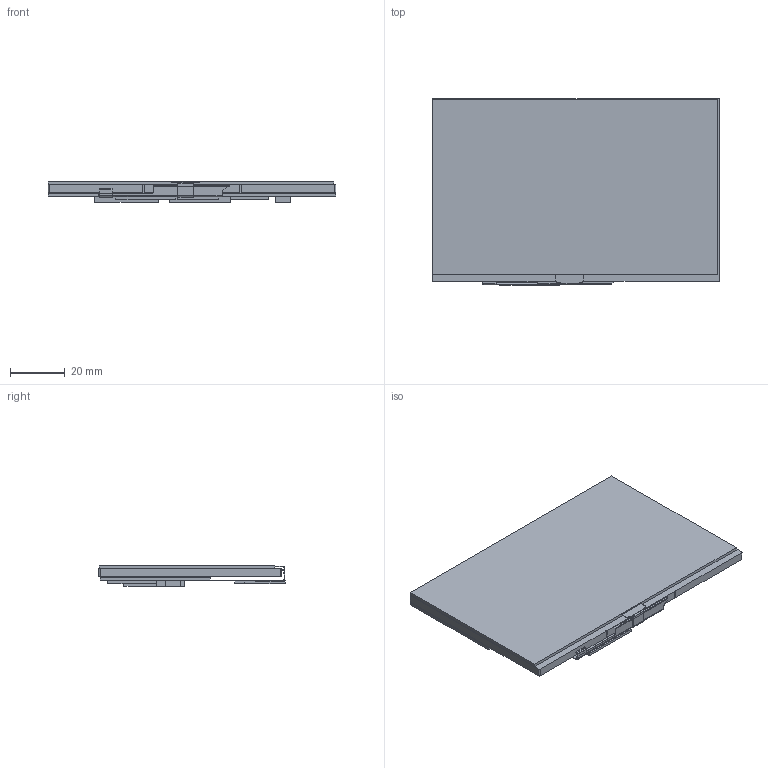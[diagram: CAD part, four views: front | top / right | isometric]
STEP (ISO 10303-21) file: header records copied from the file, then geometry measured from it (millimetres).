
FILE_DESCRIPTION(/* description */ (''),/* implementation_level */ '2;1');
FILE_NAME(/* name */ 'RVT4.3B480272CNWR00.stp',/* time_stamp */ '2019-03-17T13:20:42+01:00',/* author */ ('Adam'),/* organization */ (''),/* preprocessor_version */ 'ST-DEVELOPER v16.13',/* originating_system */ 'Autodesk Inventor 2018',/* authorisation */ '');
FILE_SCHEMA (('AUTOMOTIVE_DESIGN { 1 0 10303 214 3 1 1 }'));
Length unit declared in the file: millimetre
Products named in the file (11): RVT4.3B480272CNWR00; RVT4.3A480272TNWR00 ; component; Connector; Connector2; Contact2; contacts; Frame; component2; Panel; 43FT81X_A
Assembly tree (10 placements, depth 3):
  RVT4.3B480272CNWR00
    RVT4.3A480272TNWR00 
      component
      Connector
      Connector2
      Contact2
      contacts
      Frame
      component2
      Panel
    43FT81X_A
Bounding box: 105.5 x 68.47 x 7.63 mm (x, y, z)
Volume: 35104.5 mm3; surface area: 53332.3 mm2
Topology: 53 solids, 53 shells, 503 faces, 1172 edges, 776 vertices
Faces by surface type: plane 473, cylinder 26, bspline 4
Entity records: 14562 total; most frequent: CARTESIAN_POINT 2584, ORIENTED_EDGE 2344, DIRECTION 2252, EDGE_CURVE 1172, LINE 1120, VECTOR 1120, VERTEX_POINT 776, AXIS2_PLACEMENT_3D 566
